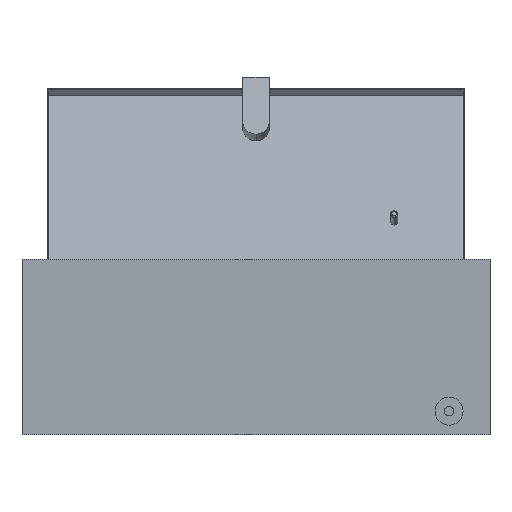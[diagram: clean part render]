
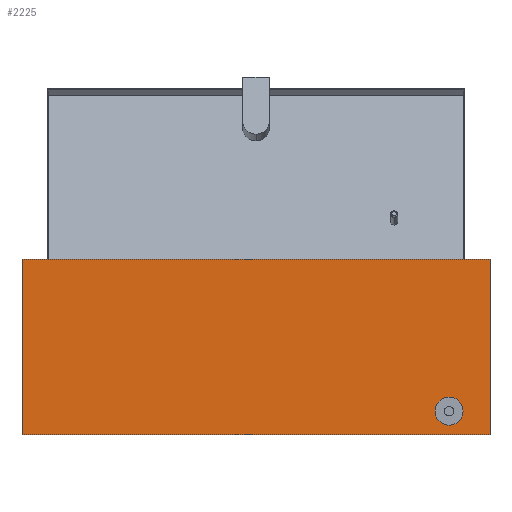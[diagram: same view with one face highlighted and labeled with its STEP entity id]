
A CAD part, left-side view. The second image highlights one B-rep face of the part: STEP entity #2225.
In plain terms, the highlighted planar face has unit normal (-1, 0, 0).
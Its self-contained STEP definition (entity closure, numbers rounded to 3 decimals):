
#7 = VECTOR ( 'NONE', #1588, 1000. ) ;
#45 = CARTESIAN_POINT ( 'NONE',  ( -105., 200., -150. ) ) ;
#62 = LINE ( 'NONE', #2521, #4565 ) ;
#250 = CARTESIAN_POINT ( 'NONE',  ( -105., 200., -150. ) ) ;
#353 = VERTEX_POINT ( 'NONE', #1959 ) ;
#360 = VECTOR ( 'NONE', #3865, 1000. ) ;
#369 = CARTESIAN_POINT ( 'NONE',  ( -105., -161.247, -136.5 ) ) ;
#388 = DIRECTION ( 'NONE',  ( 0., 0.5, -0.866 ) ) ;
#401 = VECTOR ( 'NONE', #3510, 1000. ) ;
#461 = VECTOR ( 'NONE', #4198, 1000. ) ;
#502 = CARTESIAN_POINT ( 'NONE',  ( -105., 200., -150. ) ) ;
#551 = VECTOR ( 'NONE', #604, 1000. ) ;
#561 = CARTESIAN_POINT ( 'NONE',  ( -105., 200., 0. ) ) ;
#592 = CARTESIAN_POINT ( 'NONE',  ( -105., -168.753, -123.5 ) ) ;
#604 = DIRECTION ( 'NONE',  ( 0., 0., 1. ) ) ;
#606 = ORIENTED_EDGE ( 'NONE', *, *, #3111, .T. ) ;
#625 = VERTEX_POINT ( 'NONE', #369 ) ;
#634 = CARTESIAN_POINT ( 'NONE',  ( -105., -200., -150. ) ) ;
#728 = EDGE_CURVE ( 'NONE', #2961, #2059, #4325, .T. ) ;
#778 = ORIENTED_EDGE ( 'NONE', *, *, #2043, .F. ) ;
#914 = EDGE_CURVE ( 'NONE', #2025, #1778, #2554, .T. ) ;
#958 = CARTESIAN_POINT ( 'NONE',  ( -105., -157.494, -130. ) ) ;
#1333 = VERTEX_POINT ( 'NONE', #3406 ) ;
#1337 = EDGE_LOOP ( 'NONE', ( #606, #1875, #3470, #1496 ) ) ;
#1360 = VECTOR ( 'NONE', #4270, 1000. ) ;
#1379 = CARTESIAN_POINT ( 'NONE',  ( -105., -172.506, -130. ) ) ;
#1455 = LINE ( 'NONE', #634, #401 ) ;
#1496 = ORIENTED_EDGE ( 'NONE', *, *, #3773, .T. ) ;
#1552 = LINE ( 'NONE', #250, #551 ) ;
#1588 = DIRECTION ( 'NONE',  ( 0., -1., 0. ) ) ;
#1615 = CARTESIAN_POINT ( 'NONE',  ( -105., -200., -150. ) ) ;
#1675 = CARTESIAN_POINT ( 'NONE',  ( -105., -157.494, -130. ) ) ;
#1765 = CARTESIAN_POINT ( 'NONE',  ( -105., -168.753, -123.5 ) ) ;
#1778 = VERTEX_POINT ( 'NONE', #2299 ) ;
#1810 = VERTEX_POINT ( 'NONE', #1615 ) ;
#1829 = CARTESIAN_POINT ( 'NONE',  ( -105., -200., 0. ) ) ;
#1875 = ORIENTED_EDGE ( 'NONE', *, *, #728, .F. ) ;
#1909 = VECTOR ( 'NONE', #4067, 1000. ) ;
#1959 = CARTESIAN_POINT ( 'NONE',  ( -105., -168.753, -136.5 ) ) ;
#1968 = DIRECTION ( 'NONE',  ( 0., -1., 0. ) ) ;
#2024 = LINE ( 'NONE', #1675, #461 ) ;
#2025 = VERTEX_POINT ( 'NONE', #1765 ) ;
#2043 = EDGE_CURVE ( 'NONE', #3903, #2025, #3267, .T. ) ;
#2059 = VERTEX_POINT ( 'NONE', #1829 ) ;
#2125 = AXIS2_PLACEMENT_3D ( 'NONE', #502, #2596, #2642 ) ;
#2225 = ADVANCED_FACE ( 'NONE', ( #3688, #3927 ), #4356, .F. ) ;
#2281 = EDGE_CURVE ( 'NONE', #625, #353, #2764, .T. ) ;
#2299 = CARTESIAN_POINT ( 'NONE',  ( -105., -161.247, -123.5 ) ) ;
#2371 = EDGE_CURVE ( 'NONE', #353, #3903, #3095, .T. ) ;
#2414 = EDGE_LOOP ( 'NONE', ( #2572, #4443, #4032, #4533, #2946, #778 ) ) ;
#2439 = EDGE_CURVE ( 'NONE', #3600, #625, #2024, .T. ) ;
#2521 = CARTESIAN_POINT ( 'NONE',  ( -105., -161.247, -123.5 ) ) ;
#2554 = LINE ( 'NONE', #592, #360 ) ;
#2572 = ORIENTED_EDGE ( 'NONE', *, *, #2371, .F. ) ;
#2596 = DIRECTION ( 'NONE',  ( 1., 0., 0. ) ) ;
#2642 = DIRECTION ( 'NONE',  ( 0., 0., -1. ) ) ;
#2764 = LINE ( 'NONE', #3676, #1909 ) ;
#2869 = VECTOR ( 'NONE', #3758, 1000. ) ;
#2946 = ORIENTED_EDGE ( 'NONE', *, *, #914, .F. ) ;
#2961 = VERTEX_POINT ( 'NONE', #4176 ) ;
#3003 = VECTOR ( 'NONE', #1968, 1000. ) ;
#3058 = CARTESIAN_POINT ( 'NONE',  ( -105., -168.753, -136.5 ) ) ;
#3095 = LINE ( 'NONE', #3058, #2869 ) ;
#3111 = EDGE_CURVE ( 'NONE', #1810, #2059, #1455, .T. ) ;
#3267 = LINE ( 'NONE', #1379, #1360 ) ;
#3406 = CARTESIAN_POINT ( 'NONE',  ( -105., 200., -150. ) ) ;
#3407 = CARTESIAN_POINT ( 'NONE',  ( -105., -172.506, -130. ) ) ;
#3470 = ORIENTED_EDGE ( 'NONE', *, *, #3930, .F. ) ;
#3510 = DIRECTION ( 'NONE',  ( 0., 0., 1. ) ) ;
#3600 = VERTEX_POINT ( 'NONE', #958 ) ;
#3676 = CARTESIAN_POINT ( 'NONE',  ( -105., -161.247, -136.5 ) ) ;
#3688 = FACE_BOUND ( 'NONE', #2414, .T. ) ;
#3758 = DIRECTION ( 'NONE',  ( 0., -0.5, 0.866 ) ) ;
#3773 = EDGE_CURVE ( 'NONE', #1333, #1810, #3800, .T. ) ;
#3800 = LINE ( 'NONE', #45, #7 ) ;
#3865 = DIRECTION ( 'NONE',  ( 0., 1., 0. ) ) ;
#3903 = VERTEX_POINT ( 'NONE', #3407 ) ;
#3927 = FACE_OUTER_BOUND ( 'NONE', #1337, .T. ) ;
#3930 = EDGE_CURVE ( 'NONE', #1333, #2961, #1552, .T. ) ;
#4032 = ORIENTED_EDGE ( 'NONE', *, *, #2439, .F. ) ;
#4067 = DIRECTION ( 'NONE',  ( 0., -1., 0. ) ) ;
#4176 = CARTESIAN_POINT ( 'NONE',  ( -105., 200., 0. ) ) ;
#4198 = DIRECTION ( 'NONE',  ( 0., -0.5, -0.866 ) ) ;
#4216 = EDGE_CURVE ( 'NONE', #1778, #3600, #62, .T. ) ;
#4270 = DIRECTION ( 'NONE',  ( 0., 0.5, 0.866 ) ) ;
#4325 = LINE ( 'NONE', #561, #3003 ) ;
#4356 = PLANE ( 'NONE',  #2125 ) ;
#4443 = ORIENTED_EDGE ( 'NONE', *, *, #2281, .F. ) ;
#4533 = ORIENTED_EDGE ( 'NONE', *, *, #4216, .F. ) ;
#4565 = VECTOR ( 'NONE', #388, 1000. ) ;
